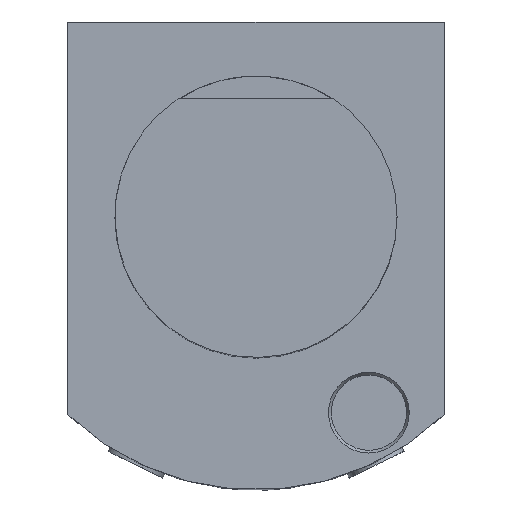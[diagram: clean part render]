
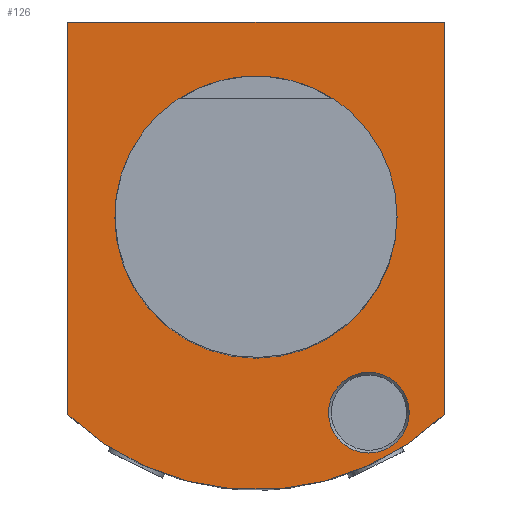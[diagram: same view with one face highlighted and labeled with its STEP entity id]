
A CAD part, top view. The second image highlights one B-rep face of the part: STEP entity #126.
In plain terms, the highlighted planar face has unit normal (0, 0, 1).
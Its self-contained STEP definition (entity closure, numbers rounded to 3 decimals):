
#56=PLANE('',#929);
#126=ADVANCED_FACE('',(#319,#320,#321),#56,.T.);
#194=LINE('',#1303,#257);
#195=LINE('',#1305,#258);
#196=LINE('',#1307,#259);
#257=VECTOR('',#1043,1.);
#258=VECTOR('',#1044,1.);
#259=VECTOR('',#1045,1.);
#319=FACE_BOUND('',#349,.T.);
#320=FACE_BOUND('',#350,.T.);
#321=FACE_BOUND('',#351,.T.);
#349=EDGE_LOOP('',(#421));
#350=EDGE_LOOP('',(#422,#423,#424,#425));
#351=EDGE_LOOP('',(#426));
#421=ORIENTED_EDGE('',*,*,#744,.F.);
#422=ORIENTED_EDGE('',*,*,#745,.F.);
#423=ORIENTED_EDGE('',*,*,#746,.T.);
#424=ORIENTED_EDGE('',*,*,#747,.T.);
#425=ORIENTED_EDGE('',*,*,#748,.T.);
#426=ORIENTED_EDGE('',*,*,#738,.F.);
#654=VERTEX_POINT('',#1286);
#659=VERTEX_POINT('',#1299);
#660=VERTEX_POINT('',#1301);
#661=VERTEX_POINT('',#1302);
#662=VERTEX_POINT('',#1304);
#663=VERTEX_POINT('',#1306);
#738=EDGE_CURVE('',#654,#654,#858,.T.);
#744=EDGE_CURVE('',#659,#659,#861,.T.);
#745=EDGE_CURVE('',#660,#661,#862,.T.);
#746=EDGE_CURVE('',#660,#662,#194,.T.);
#747=EDGE_CURVE('',#662,#663,#195,.T.);
#748=EDGE_CURVE('',#663,#661,#196,.T.);
#858=CIRCLE('',#922,29.995);
#861=CIRCLE('',#927,8.584);
#862=CIRCLE('',#928,58.);
#922=AXIS2_PLACEMENT_3D('',#1285,#1026,#1027);
#927=AXIS2_PLACEMENT_3D('',#1298,#1039,#1040);
#928=AXIS2_PLACEMENT_3D('',#1300,#1041,#1042);
#929=AXIS2_PLACEMENT_3D('',#1308,#1046,#1047);
#1026=DIRECTION('',(0.,0.,1.));
#1027=DIRECTION('',(1.,0.,0.));
#1039=DIRECTION('',(0.,0.,1.));
#1040=DIRECTION('',(1.,0.,0.));
#1041=DIRECTION('',(0.,0.,-1.));
#1042=DIRECTION('',(1.,0.,0.));
#1043=DIRECTION('',(0.,1.,0.));
#1044=DIRECTION('',(-1.,0.,0.));
#1045=DIRECTION('',(0.,-1.,0.));
#1046=DIRECTION('',(0.,0.,1.));
#1047=DIRECTION('',(1.,0.,0.));
#1285=CARTESIAN_POINT('',(0.,0.,0.));
#1286=CARTESIAN_POINT('',(29.995,0.,0.));
#1298=CARTESIAN_POINT('',(24.,-41.569,0.));
#1299=CARTESIAN_POINT('',(32.584,-41.569,0.));
#1300=CARTESIAN_POINT('',(0.,0.,0.));
#1301=CARTESIAN_POINT('',(40.,-42.,0.));
#1302=CARTESIAN_POINT('',(-40.,-42.,0.));
#1303=CARTESIAN_POINT('',(40.,0.,0.));
#1304=CARTESIAN_POINT('',(40.,41.5,0.));
#1305=CARTESIAN_POINT('',(-58.,41.5,0.));
#1306=CARTESIAN_POINT('',(-40.,41.5,0.));
#1307=CARTESIAN_POINT('',(-40.,0.,0.));
#1308=CARTESIAN_POINT('',(-58.,0.,0.));
